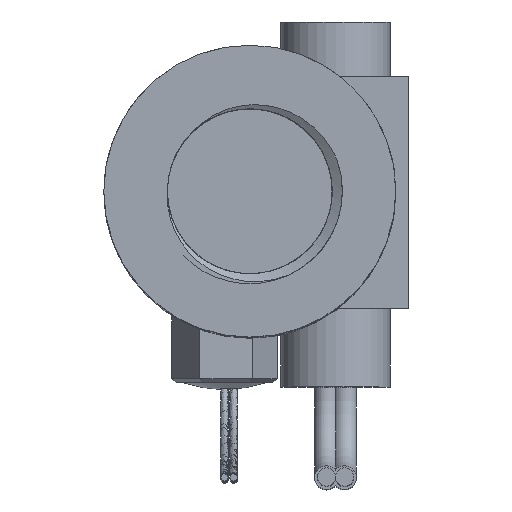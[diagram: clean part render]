
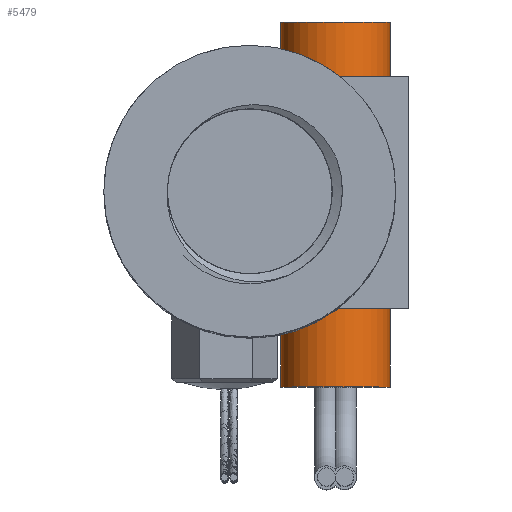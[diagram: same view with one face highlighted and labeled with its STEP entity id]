
A CAD part, top view. The second image highlights one B-rep face of the part: STEP entity #5479.
In plain terms, the highlighted cylindrical face has radius 3 mm (diameter 6 mm), a full revolution.
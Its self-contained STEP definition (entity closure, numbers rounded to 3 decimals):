
#586=FACE_OUTER_BOUND('',#938,.T.);
#938=EDGE_LOOP('',(#4962,#4963,#4964,#4965));
#1353=CIRCLE('',#6041,3.);
#1354=CIRCLE('',#6042,3.);
#1667=LINE('',#17048,#1980);
#1980=VECTOR('',#7445,3.);
#2496=VERTEX_POINT('',#17045);
#2497=VERTEX_POINT('',#17047);
#3319=EDGE_CURVE('',#2496,#2496,#1353,.T.);
#3320=EDGE_CURVE('',#2496,#2497,#1667,.T.);
#3321=EDGE_CURVE('',#2497,#2497,#1354,.T.);
#4962=ORIENTED_EDGE('',*,*,#3319,.F.);
#4963=ORIENTED_EDGE('',*,*,#3320,.T.);
#4964=ORIENTED_EDGE('',*,*,#3321,.F.);
#4965=ORIENTED_EDGE('',*,*,#3320,.F.);
#5166=CYLINDRICAL_SURFACE('',#6040,3.);
#5479=ADVANCED_FACE('',(#586),#5166,.T.);
#6040=AXIS2_PLACEMENT_3D('',#17044,#7441,#7442);
#6041=AXIS2_PLACEMENT_3D('',#17046,#7443,#7444);
#6042=AXIS2_PLACEMENT_3D('',#17049,#7446,#7447);
#7441=DIRECTION('center_axis',(0.,1.,0.));
#7442=DIRECTION('ref_axis',(1.,0.,0.));
#7443=DIRECTION('center_axis',(0.,1.,0.));
#7444=DIRECTION('ref_axis',(1.,0.,0.));
#7445=DIRECTION('',(0.,-1.,0.));
#7446=DIRECTION('center_axis',(0.,-1.,0.));
#7447=DIRECTION('ref_axis',(1.,0.,0.));
#17044=CARTESIAN_POINT('Origin',(4.7,-10.66,10.1));
#17045=CARTESIAN_POINT('',(1.7,9.34,10.1));
#17046=CARTESIAN_POINT('Origin',(4.7,9.34,10.1));
#17047=CARTESIAN_POINT('',(1.7,-10.66,10.1));
#17048=CARTESIAN_POINT('',(1.7,-10.66,10.1));
#17049=CARTESIAN_POINT('Origin',(4.7,-10.66,10.1));
